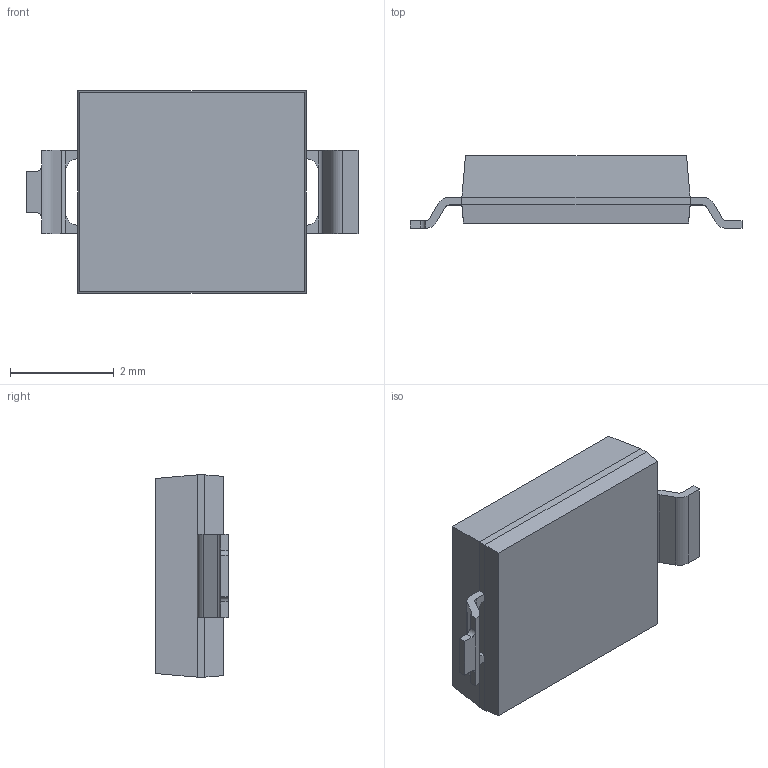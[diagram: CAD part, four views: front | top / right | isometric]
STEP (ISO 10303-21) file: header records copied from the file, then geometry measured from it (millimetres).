
FILE_DESCRIPTION (( 'STEP AP214' ), '1' );
FILE_NAME ('VBPW34S.STEP', '2024-01-05T05:25:22', ( '' ), ( '' ), 'SwSTEP 2.0', 'SolidWorks 2021', '' );
FILE_SCHEMA (( 'AUTOMOTIVE_DESIGN' ));
Length unit declared in the file: millimetre
Products named in the file (1): VBPW34S
Bounding box: 6.4 x 1.4 x 3.9 mm (x, y, z)
Volume: 22.2 mm3; surface area: 62.1 mm2
Topology: 3 solids, 3 shells, 60 faces, 142 edges, 88 vertices
Faces by surface type: plane 46, cylinder 14
Entity records: 1746 total; most frequent: DIRECTION 292, CARTESIAN_POINT 291, ORIENTED_EDGE 284, EDGE_CURVE 142, LINE 114, VECTOR 114, AXIS2_PLACEMENT_3D 89, VERTEX_POINT 88
